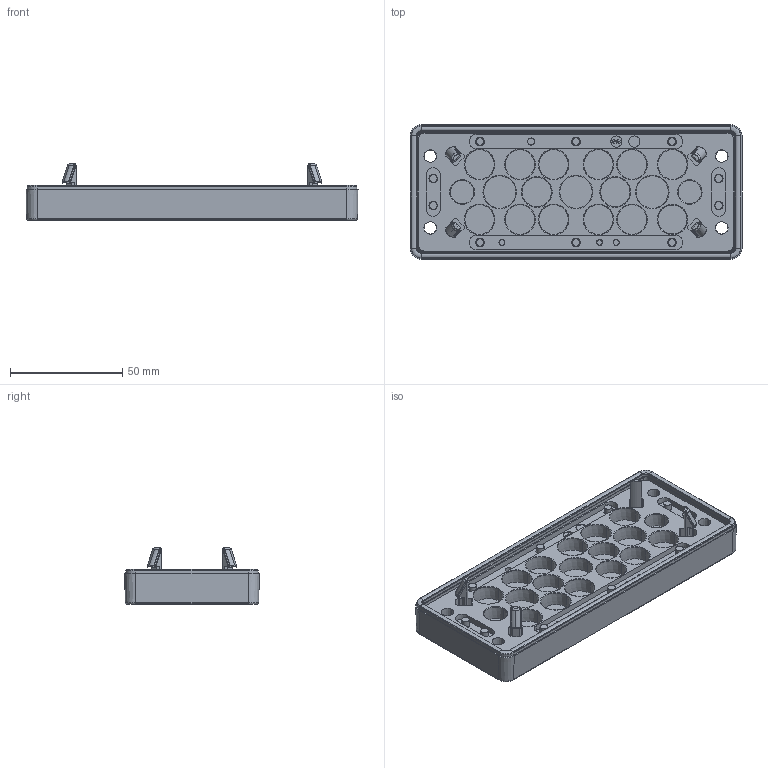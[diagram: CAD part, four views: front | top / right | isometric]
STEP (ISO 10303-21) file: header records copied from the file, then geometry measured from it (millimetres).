
FILE_DESCRIPTION (( 'STEP AP203' ), '1' );
FILE_NAME ('567398.step', '2020-12-17T18:44:01', ( '' ), ( '' ), 'SwSTEP 2.0', 'SolidWorks 2019', '' );
FILE_SCHEMA (( 'CONFIG_CONTROL_DESIGN' ));
Products named in the file (1): 567398
Bounding box: 148 x 60 x 25 mm (x, y, z)
Volume: 72496.4 mm3; surface area: 71095.3 mm2
Topology: 4 solids, 4 shells, 4141 faces, 10515 edges, 6184 vertices
Faces by surface type: cylinder 1464, plane 1081, bspline 814, cone 396, torus 350, sphere 36
Entity records: 144248 total; most frequent: CARTESIAN_POINT 56057, ORIENTED_EDGE 20458, DIRECTION 14665, EDGE_CURVE 10229, VERTEX_POINT 6184, AXIS2_PLACEMENT_3D 5068, LINE 4529, VECTOR 4529
